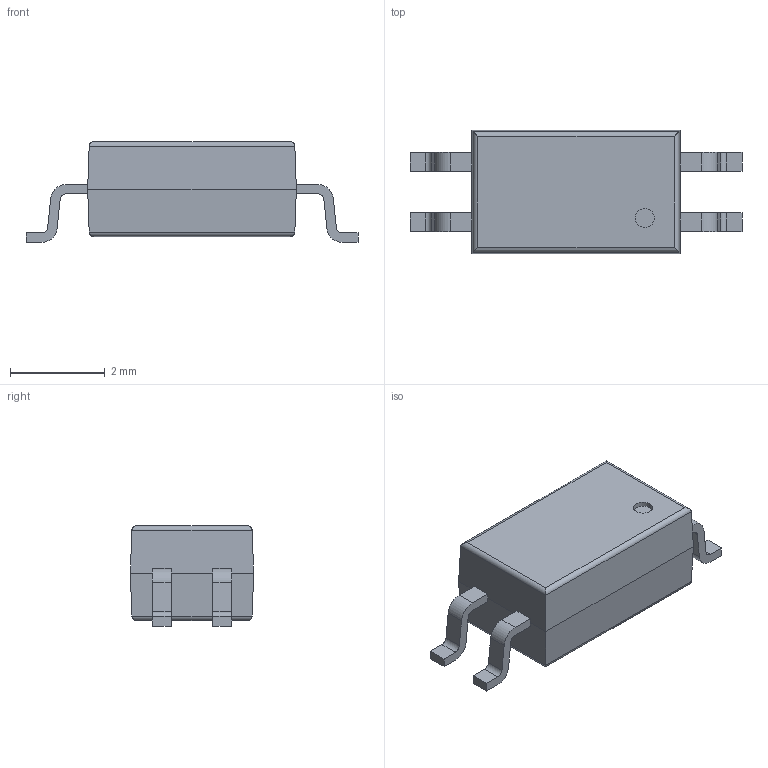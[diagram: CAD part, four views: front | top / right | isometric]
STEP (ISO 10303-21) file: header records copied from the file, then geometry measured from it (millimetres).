
FILE_DESCRIPTION (( 'STEP AP214' ), '1' );
FILE_NAME ('SOIC4.STEP', '2019-09-10T08:31:42', ( '' ), ( '' ), 'SwSTEP 2.0', 'SolidWorks 2019', '' );
FILE_SCHEMA (( 'AUTOMOTIVE_DESIGN' ));
Length unit declared in the file: millimetre
Products named in the file (2): SOIC4; SOIC4_DＧaut
Assembly tree (1 placements, depth 2):
  SOIC4
    SOIC4_DＧaut
Bounding box: 7 x 2.6 x 2.12 mm (x, y, z)
Volume: 23 mm3; surface area: 58.6 mm2
Topology: 1 solids, 1 shells, 73 faces, 198 edges, 128 vertices
Faces by surface type: plane 47, cylinder 26
Entity records: 2943 total; most frequent: CARTESIAN_POINT 427, ORIENTED_EDGE 396, DIRECTION 380, EDGE_CURVE 198, VECTOR 154, LINE 154, VERTEX_POINT 128, AXIS2_PLACEMENT_3D 113
